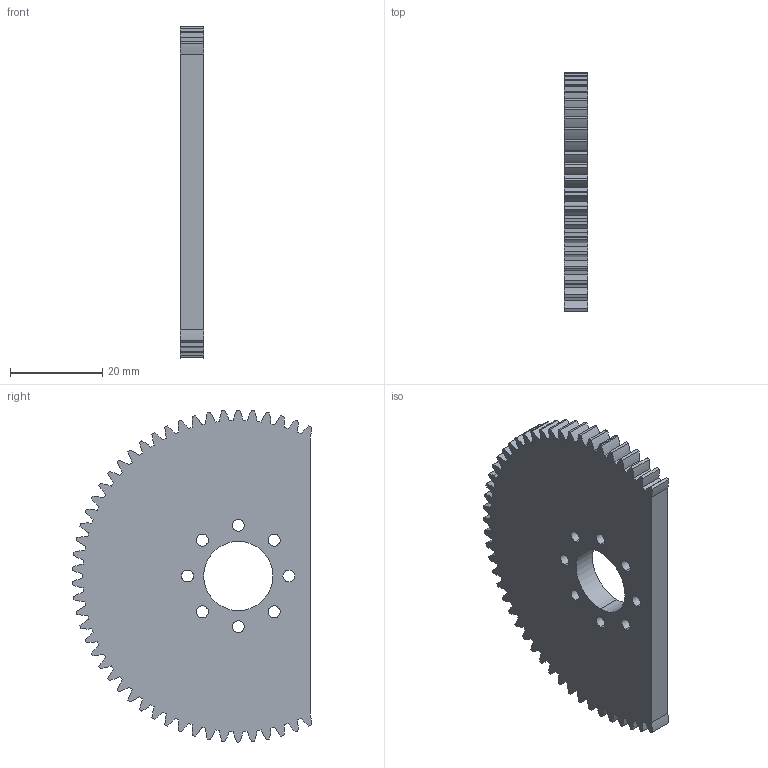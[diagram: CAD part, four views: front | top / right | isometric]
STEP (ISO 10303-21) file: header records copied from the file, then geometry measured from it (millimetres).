
FILE_DESCRIPTION (( 'STEP AP214' ), '1' );
FILE_NAME ('SH1070printed.STEP', '2017-09-26T09:49:45', ( '' ), ( '' ), 'SwSTEP 2.0', 'SolidWorks 2016', '' );
FILE_SCHEMA (( 'AUTOMOTIVE_DESIGN' ));
Length unit declared in the file: millimetre
Products named in the file (2): SH1070printed
Bounding box: 5 x 51.89 x 72 mm (x, y, z)
Volume: 13581.6 mm3; surface area: 7843.5 mm2
Topology: 1 solids, 1 shells, 231 faces, 663 edges, 442 vertices
Faces by surface type: cylinder 220, plane 11
Entity records: 7922 total; most frequent: DIRECTION 1569, CARTESIAN_POINT 1338, ORIENTED_EDGE 1326, AXIS2_PLACEMENT_3D 673, EDGE_CURVE 663, VERTEX_POINT 442, CIRCLE 440, EDGE_LOOP 257
